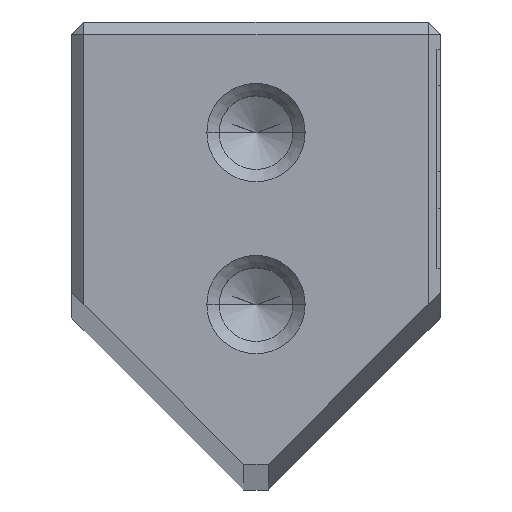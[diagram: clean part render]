
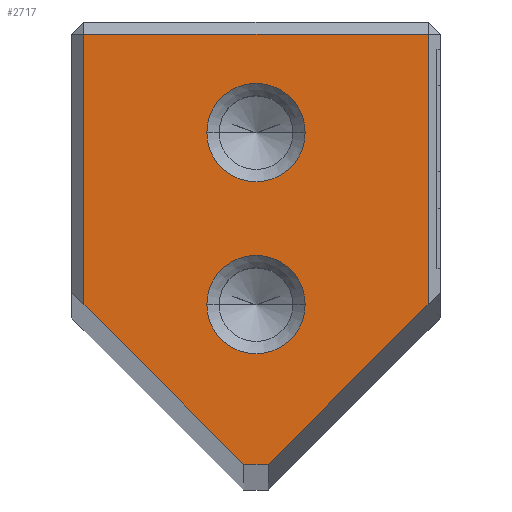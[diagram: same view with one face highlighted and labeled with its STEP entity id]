
A CAD part, top view. The second image highlights one B-rep face of the part: STEP entity #2717.
In plain terms, the highlighted planar face has unit normal (0, 0, 1).
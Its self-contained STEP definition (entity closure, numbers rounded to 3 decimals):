
#2717=ADVANCED_FACE('',(#3581,#3582,#3583),#3086,.T.);
#3086=PLANE('',#10442);
#3353=CIRCLE('',#10217,2.);
#3355=CIRCLE('',#10220,2.);
#3504=CIRCLE('',#10440,2.);
#3505=CIRCLE('',#10441,2.);
#3581=FACE_BOUND('',#3741,.T.);
#3582=FACE_BOUND('',#3742,.T.);
#3583=FACE_BOUND('',#3743,.T.);
#3741=EDGE_LOOP('',(#5045,#5046));
#3742=EDGE_LOOP('',(#5047,#5048));
#3743=EDGE_LOOP('',(#5049,#5050,#5051,#5052,#5053,#5054));
#5045=ORIENTED_EDGE('',*,*,#7763,.T.);
#5046=ORIENTED_EDGE('',*,*,#8052,.T.);
#5047=ORIENTED_EDGE('',*,*,#7759,.T.);
#5048=ORIENTED_EDGE('',*,*,#8053,.T.);
#5049=ORIENTED_EDGE('',*,*,#8025,.T.);
#5050=ORIENTED_EDGE('',*,*,#8054,.T.);
#5051=ORIENTED_EDGE('',*,*,#8055,.T.);
#5052=ORIENTED_EDGE('',*,*,#8056,.T.);
#5053=ORIENTED_EDGE('',*,*,#8031,.T.);
#5054=ORIENTED_EDGE('',*,*,#8027,.T.);
#6975=VERTEX_POINT('',#13506);
#6976=VERTEX_POINT('',#13508);
#6979=VERTEX_POINT('',#13515);
#6980=VERTEX_POINT('',#13517);
#7161=VERTEX_POINT('',#14061);
#7162=VERTEX_POINT('',#14063);
#7163=VERTEX_POINT('',#14067);
#7166=VERTEX_POINT('',#14075);
#7173=VERTEX_POINT('',#14108);
#7174=VERTEX_POINT('',#14110);
#7759=EDGE_CURVE('',#6976,#6975,#3353,.T.);
#7763=EDGE_CURVE('',#6980,#6979,#3355,.T.);
#8025=EDGE_CURVE('',#7162,#7161,#8937,.T.);
#8027=EDGE_CURVE('',#7163,#7162,#8939,.T.);
#8031=EDGE_CURVE('',#7166,#7163,#8943,.T.);
#8052=EDGE_CURVE('',#6979,#6980,#3504,.T.);
#8053=EDGE_CURVE('',#6975,#6976,#3505,.T.);
#8054=EDGE_CURVE('',#7161,#7173,#8952,.T.);
#8055=EDGE_CURVE('',#7173,#7174,#8953,.T.);
#8056=EDGE_CURVE('',#7174,#7166,#8954,.T.);
#8937=LINE('',#14062,#9699);
#8939=LINE('',#14066,#9701);
#8943=LINE('',#14074,#9705);
#8952=LINE('',#14107,#9714);
#8953=LINE('',#14109,#9715);
#8954=LINE('',#14111,#9716);
#9699=VECTOR('',#11555,1.);
#9701=VECTOR('',#11559,1.);
#9705=VECTOR('',#11565,1.);
#9714=VECTOR('',#11608,1.);
#9715=VECTOR('',#11609,1.);
#9716=VECTOR('',#11610,1.);
#10217=AXIS2_PLACEMENT_3D('',#13507,#11028,#11029);
#10220=AXIS2_PLACEMENT_3D('',#13516,#11036,#11037);
#10440=AXIS2_PLACEMENT_3D('',#14105,#11604,#11605);
#10441=AXIS2_PLACEMENT_3D('',#14106,#11606,#11607);
#10442=AXIS2_PLACEMENT_3D('',#14112,#11611,#11612);
#11028=DIRECTION('',(0.,0.,-1.));
#11029=DIRECTION('',(1.,0.,0.));
#11036=DIRECTION('',(0.,0.,-1.));
#11037=DIRECTION('',(1.,0.,0.));
#11555=DIRECTION('',(0.707,0.707,0.));
#11559=DIRECTION('',(1.,0.,0.));
#11565=DIRECTION('',(0.707,-0.707,0.));
#11604=DIRECTION('',(0.,0.,-1.));
#11605=DIRECTION('',(1.,0.,0.));
#11606=DIRECTION('',(0.,0.,-1.));
#11607=DIRECTION('',(1.,0.,0.));
#11608=DIRECTION('',(0.,1.,0.));
#11609=DIRECTION('',(-1.,0.,0.));
#11610=DIRECTION('',(0.,-1.,0.));
#11611=DIRECTION('',(0.,0.,1.));
#11612=DIRECTION('',(1.,0.,0.));
#13506=CARTESIAN_POINT('',(-2.,26.5,0.));
#13507=CARTESIAN_POINT('',(0.,26.5,0.));
#13508=CARTESIAN_POINT('',(2.,26.5,0.));
#13515=CARTESIAN_POINT('',(-2.,19.5,0.));
#13516=CARTESIAN_POINT('',(0.,19.5,0.));
#13517=CARTESIAN_POINT('',(2.,19.5,0.));
#14061=CARTESIAN_POINT('',(7.,19.5,0.));
#14062=CARTESIAN_POINT('',(0.5,13.,0.));
#14063=CARTESIAN_POINT('',(0.5,13.,0.));
#14066=CARTESIAN_POINT('',(-0.5,13.,0.));
#14067=CARTESIAN_POINT('',(-0.5,13.,0.));
#14074=CARTESIAN_POINT('',(-0.5,13.,0.));
#14075=CARTESIAN_POINT('',(-7.,19.5,0.));
#14105=CARTESIAN_POINT('',(0.,19.5,0.));
#14106=CARTESIAN_POINT('',(0.,26.5,0.));
#14107=CARTESIAN_POINT('',(7.,12.5,0.));
#14108=CARTESIAN_POINT('',(7.,30.5,0.));
#14109=CARTESIAN_POINT('',(0.,30.5,0.));
#14110=CARTESIAN_POINT('',(-7.,30.5,0.));
#14111=CARTESIAN_POINT('',(-7.,12.5,0.));
#14112=CARTESIAN_POINT('',(0.,12.5,0.));
